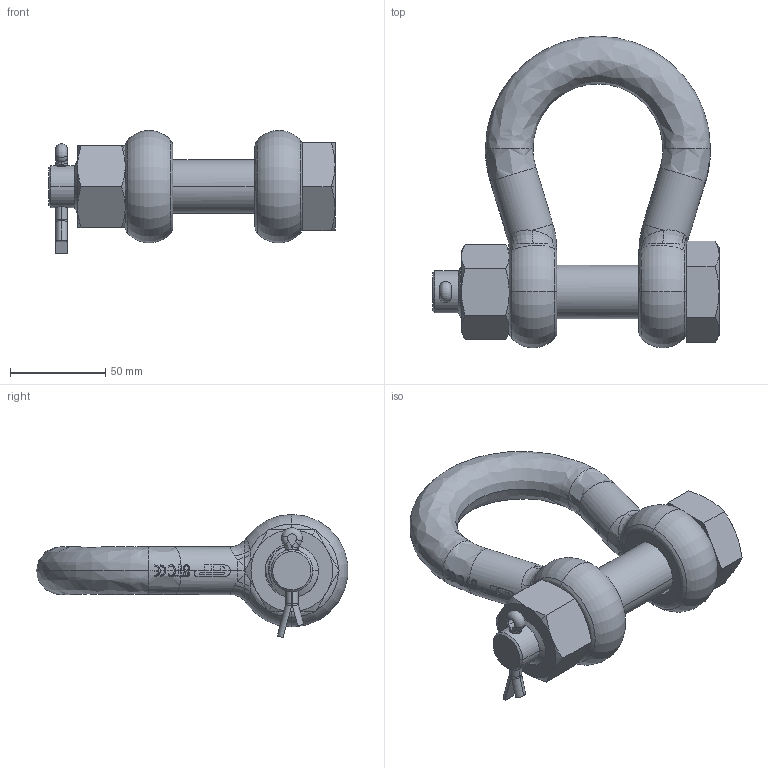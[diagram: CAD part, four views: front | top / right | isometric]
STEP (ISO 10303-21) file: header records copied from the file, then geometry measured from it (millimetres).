
FILE_DESCRIPTION(('STEP AP214'),'1');
FILE_NAME('poghmb25.stp','2017-03-31T16:55:52',('TraceParts'),('TraceParts S.A.'),'Spatial InterOp 3D',' ',' ');
FILE_SCHEMA(('automotive_design'));
Length unit declared in the file: millimetre
Products named in the file (4): poghmb25_1; poghmb25_2; poghmb25_3; poghmb25_4
Bounding box: 150 x 163.28 x 64.55 mm (x, y, z)
Volume: 339746 mm3; surface area: 67104.2 mm2
Topology: 4 solids, 4 shells, 712 faces, 1953 edges, 1254 vertices
Faces by surface type: bspline 325, plane 232, cylinder 116, cone 28, torus 11
Entity records: 37562 total; most frequent: CARTESIAN_POINT 22351, ORIENTED_EDGE 3874, DIRECTION 2015, EDGE_CURVE 1937, VERTEX_POINT 1254, B_SPLINE_CURVE_WITH_KNOTS 817, LINE 785, VECTOR 785
